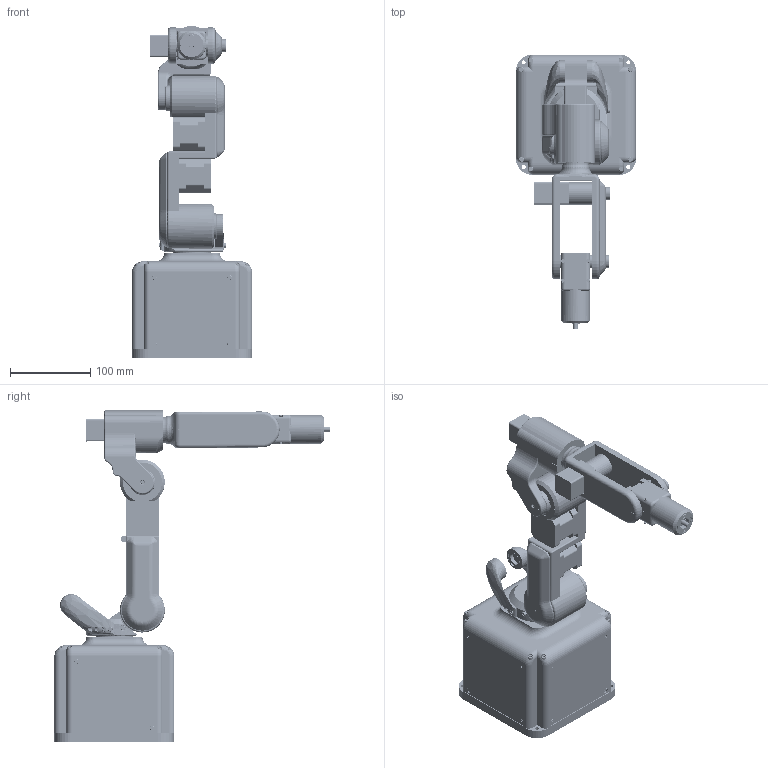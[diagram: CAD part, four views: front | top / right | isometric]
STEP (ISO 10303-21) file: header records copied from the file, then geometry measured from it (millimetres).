
FILE_DESCRIPTION(/* description */ ('STEP AP242','CAx-IF Rec.Pracs.---Representation and Presentation of Product Manufacturing Information (PMI)---4.0---2014-10-13','CAx-IF Rec.Pracs.---3D Tessellated Geometry---0.4---2014-09-14','2;1'),/* implementation_level */ '2;1');
FILE_NAME(/* name */ '66250877072a007240afe144',/* time_stamp */ '2024-04-21T12:37:13Z',/* author */ (''),/* organization */ (''),/* preprocessor_version */ 'ST-DEVELOPER v20',/* originating_system */ ' ',/* authorisation */ ' ');
FILE_SCHEMA (('AP242_MANAGED_MODEL_BASED_3D_ENGINEERING_MIM_LF { 1 0 10303 442 1 1 4 }'));
Products named in the file (36): Assembly 1; 3-12mm; 3-8mm; Part 7; Part 29; 3-6mm; Part 28; Part 26; Part 4; Part 12; 3-30mm; Part 3; Part 10; Part 6; 2-8mm; Part 17; Part 22; Part 11; Part 27; Part 24; Part 34; Part 13; Part 5; Part 38; Part 32; Part 14; Part 31; Part 30; Part 16; Part 9; Part 2; Part 36; Part 23; Part 1; Part 15; Part 37
Assembly tree (188 placements, depth 2):
  Assembly 1
    3-12mm  x37
    3-8mm  x28
    Part 7  x5
    Part 29
    3-6mm  x16
    Part 28  x22
    Part 26  x4
    Part 4  x5
    Part 12
    3-30mm  x19
    Part 3
    Part 10  x3
    Part 6  x3
    2-8mm  x11
    Part 17
    Part 22
    Part 11
    Part 27  x3
    Part 24
    Part 34  x4
    Part 13
    Part 5
    Part 38
    Part 32  x3
    Part 14
    Part 31
    Part 30
    Part 16
    Part 9
    Part 2  x3
    Part 36
    Part 23
    Part 1  x3
    Part 15
    Part 37
Bounding box: 150 x 344 x 414.87 mm (x, y, z)
Volume: 2147836.1 mm3; surface area: 655428.6 mm2
Topology: 188 solids, 191 shells, 3658 faces, 7895 edges, 5124 vertices
Faces by surface type: plane 2076, cylinder 1184, cone 276, torus 68, bspline 54
Full cylindrical faces by diameter (mm): 2 x31, 2.8 x16, 3 x291, 3.006 x3, 3.98 x11, 4 x6, 4.1 x1, 4.2 x4, 4.5 x2, 4.959 x2, 4.976 x5, 5 x37, 5.029 x2, 5.034 x2, 5.035 x2, 5.036 x2, 5.106 x2, 5.5 x1, 5.68 x100, 5.7 x20, 5.8 x7, 5.953 x4, 5.956 x3, 5.958 x4, 5.97 x4, 5.995 x4, 6 x15, 6.5 x1, 8 x5, 8.2 x1
Entity records: 57488 total; most frequent: CARTESIAN_POINT 19799, DIRECTION 8032, ORIENTED_EDGE 6572, AXIS2_PLACEMENT_3D 3325, EDGE_CURVE 3286, EDGE_LOOP 2410, FACE_BOUND 2410, VERTEX_POINT 2348
